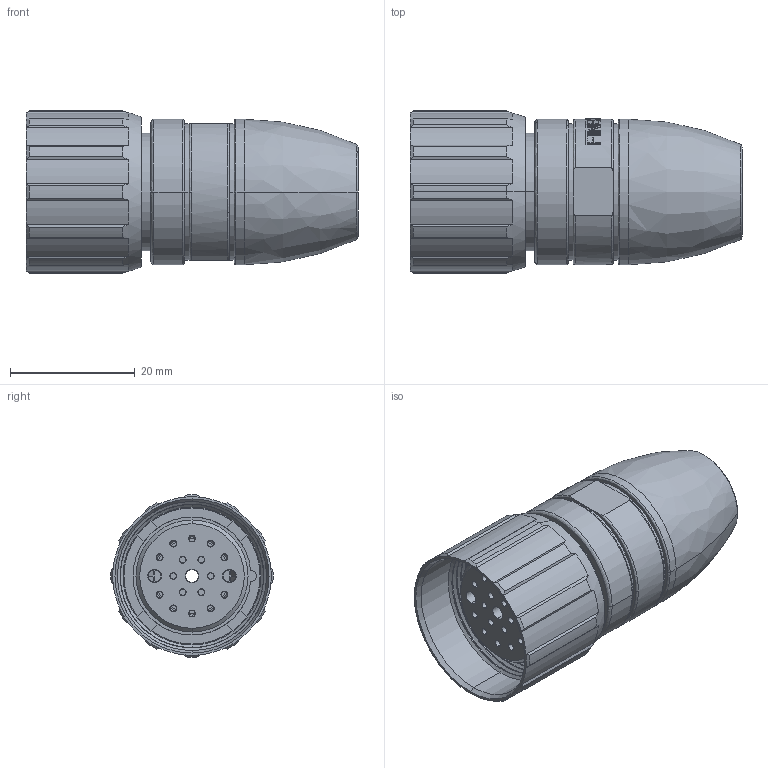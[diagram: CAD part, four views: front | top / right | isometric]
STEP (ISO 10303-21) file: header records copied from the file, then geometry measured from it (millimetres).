
FILE_DESCRIPTION (( 'STEP AP203' ), '1' );
FILE_NAME ('P379.STEP', '2020-04-15T07:15:31', ( 'edpusr' ), ( 'Microsoft' ), 'SwSTEP 2.0', 'SolidWorks 2015', '' );
FILE_SCHEMA (( 'CONFIG_CONTROL_DESIGN' ));
Length unit declared in the file: millimetre
Products named in the file (1): P379
Bounding box: 53.2 x 25.99 x 26 mm (x, y, z)
Volume: 9982 mm3; surface area: 11802.7 mm2
Topology: 4 solids, 4 shells, 385 faces, 960 edges, 624 vertices
Faces by surface type: cylinder 150, plane 148, bspline 64, cone 23
Entity records: 19896 total; most frequent: CARTESIAN_POINT 10696, ORIENTED_EDGE 1920, DIRECTION 1855, EDGE_CURVE 960, AXIS2_PLACEMENT_3D 733, VERTEX_POINT 624, EDGE_LOOP 468, CIRCLE 411
